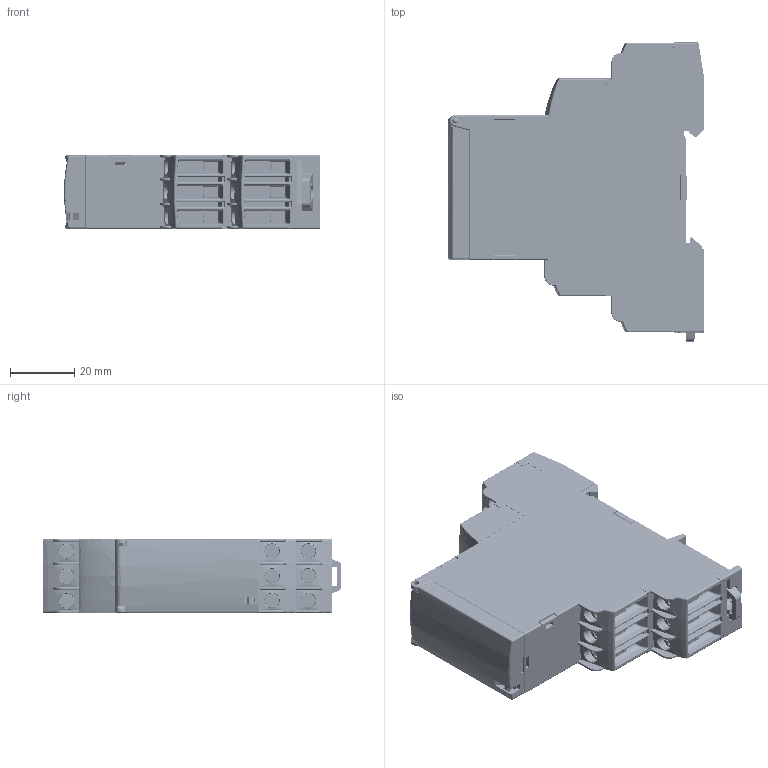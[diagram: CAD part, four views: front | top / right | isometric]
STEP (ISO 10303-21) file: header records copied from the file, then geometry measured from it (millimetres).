
FILE_DESCRIPTION((''),'2;1');
FILE_NAME('EAV6528701_ASM','2021-02-03T15:27:21',('SESA463496'),('Schneider-Electric'),'CREO PARAMETRIC BY PTC INC, 2019164','CREO PARAMETRIC BY PTC INC, 2019164','');
FILE_SCHEMA(('AP242_MANAGED_MODEL_BASED_3D_ENGINEERING_MIM_LF { 1 0 10303 442 1 1 4 }'));
Length unit declared in the file: millimetre
Products named in the file (21): HRB5581901; HRB5582501; LFR1_RESSORT_REF; HRB5584301; LG_02010897; EAV4137001; EAV3315301; HRB5585701; EAV3294501; EAV4135101; EAV4136101; EAV4245501_ASM; HRB55861-HSG; PIN-LONG; PIN-MIDDLE; PIN-SHORT; SCREW_PHM3; SCREW_CAGE_1-8TAB; HRB5586401_ASM_ASM; HRB5586101_ASM_ASM; EAV6528701_ASM
Assembly tree (37 placements, depth 3):
  EAV6528701_ASM
    HRB5581901
    HRB5582501
    LFR1_RESSORT_REF
    HRB5584301
    LG_02010897  x2
    EAV4137001
    EAV3315301
    HRB5585701
    EAV3294501
    EAV4245501_ASM  x2
      EAV4135101
      EAV4136101
    HRB5586401_ASM_ASM  x2
      HRB55861-HSG
      PIN-LONG
      PIN-MIDDLE
      PIN-SHORT
      SCREW_PHM3
      SCREW_CAGE_1-8TAB
    HRB5586101_ASM_ASM
      HRB55861-HSG
      PIN-SHORT
      PIN-LONG
      PIN-MIDDLE
      SCREW_PHM3  x3
      SCREW_CAGE_1-8TAB  x3
Bounding box: 79.5 x 92.8 x 22.95 mm (x, y, z)
Volume: 38300 mm3; surface area: 62150.3 mm2
Topology: 44 solids, 51 shells, 5953 faces, 17390 edges, 11679 vertices
Faces by surface type: plane 3727, cylinder 1321, bspline 310, cone 257, torus 255, sphere 62, extrusion 21
Entity records: 143179 total; most frequent: CARTESIAN_POINT 35179, ORIENTED_EDGE 17236, DIRECTION 16284, EDGE_CURVE 8631, VECTOR 7236, LINE 7223, VERTEX_POINT 5568, PRESENTATION_STYLE_ASSIGNMENT 5295
